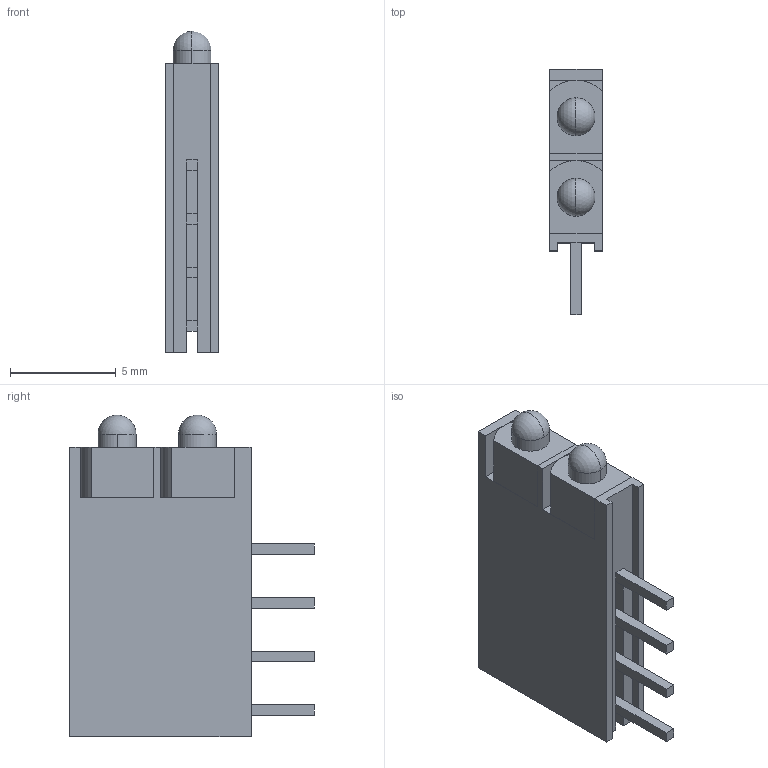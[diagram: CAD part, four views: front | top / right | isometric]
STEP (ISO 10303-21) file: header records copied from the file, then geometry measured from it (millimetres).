
FILE_DESCRIPTION (( 'STEP AP214' ), '1' );
FILE_NAME ('4060VH.STEP', '2008-08-29T15:59:57', ( '' ), ( '' ), 'SwSTEP 2.0', 'SolidWorks 2008', '' );
FILE_SCHEMA (( 'AUTOMOTIVE_DESIGN' ));
Length unit declared in the file: millimetre
Products named in the file (1): 4060VH
Bounding box: 2.5 x 11.6 x 15.24 mm (x, y, z)
Volume: 281 mm3; surface area: 529.8 mm2
Topology: 3 solids, 3 shells, 355 faces, 949 edges, 626 vertices
Faces by surface type: plane 228, bspline 116, cylinder 7, sphere 4
Entity records: 19856 total; most frequent: CARTESIAN_POINT 8311, ORIENTED_EDGE 1886, DIRECTION 1211, EDGE_CURVE 943, VECTOR 691, LINE 691, VERTEX_POINT 624, EDGE_LOOP 385
